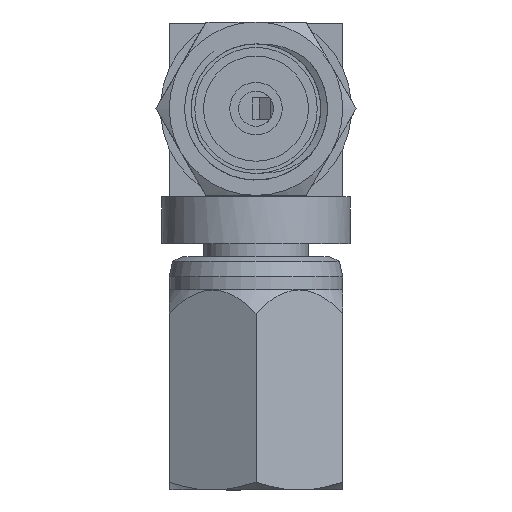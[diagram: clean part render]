
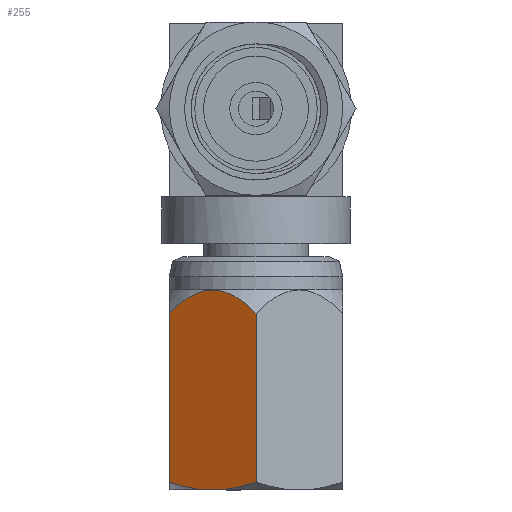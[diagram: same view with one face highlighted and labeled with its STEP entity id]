
A CAD part, left-side view. The second image highlights one B-rep face of the part: STEP entity #255.
In plain terms, the highlighted face is planar.
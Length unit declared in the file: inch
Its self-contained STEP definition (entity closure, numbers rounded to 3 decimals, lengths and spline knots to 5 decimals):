
#13 = VERTEX_POINT ( 'NONE', #4367 ) ;
#216 = PLANE ( 'NONE',  #2215 ) ;
#219 = EDGE_CURVE ( 'NONE', #13, #907, #423, .T. ) ;
#241 = VECTOR ( 'NONE', #2539, 39.37008 ) ;
#255 = ADVANCED_FACE ( 'NONE', ( #508 ), #216, .F. ) ;
#282 = EDGE_LOOP ( 'NONE', ( #2982, #3346, #4536, #5631, #2081, #1242 ) ) ;
#401 = CARTESIAN_POINT ( 'NONE',  ( 0.078, -0.04503, 0.09 ) ) ;
#423 = LINE ( 'NONE', #401, #241 ) ;
#474 = EDGE_CURVE ( 'NONE', #1255, #4062, #4809, .T. ) ;
#508 = FACE_OUTER_BOUND ( 'NONE', #282, .T. ) ;
#569 = CARTESIAN_POINT ( 'NONE',  ( 0.02571, -0.07522, 0.09 ) ) ;
#728 = CARTESIAN_POINT ( 'NONE',  ( 0.039, -0.06755, -0.09 ) ) ;
#907 = VERTEX_POINT ( 'NONE', #6472 ) ;
#1072 = CARTESIAN_POINT ( 'NONE',  ( 0.04562, -0.06373, 0.09 ) ) ;
#1135 = CARTESIAN_POINT ( 'NONE',  ( 0.01151, -0.08342, -0.07977 ) ) ;
#1142 = CARTESIAN_POINT ( 'NONE',  ( 0.01276, -0.0827, 0.08729 ) ) ;
#1242 = ORIENTED_EDGE ( 'NONE', *, *, #6885, .F. ) ;
#1255 = VERTEX_POINT ( 'NONE', #728 ) ;
#1374 = CARTESIAN_POINT ( 'NONE',  ( 0., -0.09007, 0.09 ) ) ;
#1586 = CARTESIAN_POINT ( 'NONE',  ( 0.07245, -0.04824, -0.07465 ) ) ;
#1606 = B_SPLINE_CURVE_WITH_KNOTS ( 'NONE', 3,
 ( #1802, #1142, #569, #2414 ),
 .UNSPECIFIED., .F., .F.,
 ( 4, 4 ),
 ( 0., 0.00116 ),
 .UNSPECIFIED. ) ;
#1802 = CARTESIAN_POINT ( 'NONE',  ( 0., -0.09007, 0.08303 ) ) ;
#2067 = CARTESIAN_POINT ( 'NONE',  ( 0.03168, -0.07178, -0.09 ) ) ;
#2081 = ORIENTED_EDGE ( 'NONE', *, *, #219, .F. ) ;
#2093 = CARTESIAN_POINT ( 'NONE',  ( 0.02447, -0.07594, -0.08747 ) ) ;
#2109 = B_SPLINE_CURVE_WITH_KNOTS ( 'NONE', 3,
 ( #2760, #1586, #3267, #7372, #6842, #3885, #5681, #2206 ),
 .UNSPECIFIED., .F., .F.,
 ( 4, 2, 2, 4 ),
 ( 0., 0.00064, 0.00096, 0.00128 ),
 .UNSPECIFIED. ) ;
#2189 = CARTESIAN_POINT ( 'NONE',  ( 0.078, -0.04503, 0.08303 ) ) ;
#2206 = CARTESIAN_POINT ( 'NONE',  ( 0.039, -0.06755, -0.09 ) ) ;
#2215 = AXIS2_PLACEMENT_3D ( 'NONE', #1374, #6566, #3694 ) ;
#2271 = CARTESIAN_POINT ( 'NONE',  ( 0.06522, -0.05241, 0.08691 ) ) ;
#2361 = EDGE_CURVE ( 'NONE', #4341, #3811, #1606, .T. ) ;
#2414 = CARTESIAN_POINT ( 'NONE',  ( 0.039, -0.06755, 0.09 ) ) ;
#2539 = DIRECTION ( 'NONE',  ( 0., 0., -1. ) ) ;
#2760 = CARTESIAN_POINT ( 'NONE',  ( 0.078, -0.04503, -0.0691 ) ) ;
#2770 = CARTESIAN_POINT ( 'NONE',  ( 0.07164, -0.04871, 0.08515 ) ) ;
#2982 = ORIENTED_EDGE ( 'NONE', *, *, #2361, .F. ) ;
#3267 = CARTESIAN_POINT ( 'NONE',  ( 0.06661, -0.05161, -0.07968 ) ) ;
#3346 = ORIENTED_EDGE ( 'NONE', *, *, #4498, .T. ) ;
#3430 = CARTESIAN_POINT ( 'NONE',  ( 0.039, -0.06755, 0.09 ) ) ;
#3694 = DIRECTION ( 'NONE',  ( -0.866, -0.5, 0. ) ) ;
#3811 = VERTEX_POINT ( 'NONE', #4290 ) ;
#3885 = CARTESIAN_POINT ( 'NONE',  ( 0.04636, -0.0633, -0.08938 ) ) ;
#4053 = CARTESIAN_POINT ( 'NONE',  ( 0.05223, -0.05991, 0.08933 ) ) ;
#4062 = VERTEX_POINT ( 'NONE', #4213 ) ;
#4213 = CARTESIAN_POINT ( 'NONE',  ( 0., -0.09007, -0.0691 ) ) ;
#4290 = CARTESIAN_POINT ( 'NONE',  ( 0.039, -0.06755, 0.09 ) ) ;
#4341 = VERTEX_POINT ( 'NONE', #6840 ) ;
#4367 = CARTESIAN_POINT ( 'NONE',  ( 0.078, -0.04503, 0.08303 ) ) ;
#4498 = EDGE_CURVE ( 'NONE', #4341, #4062, #6142, .T. ) ;
#4536 = ORIENTED_EDGE ( 'NONE', *, *, #474, .F. ) ;
#4590 = CARTESIAN_POINT ( 'NONE',  ( 0.00556, -0.08686, -0.07466 ) ) ;
#4809 = B_SPLINE_CURVE_WITH_KNOTS ( 'NONE', 3,
 ( #5633, #2067, #2093, #1135, #4590, #7502 ),
 .UNSPECIFIED., .F., .F.,
 ( 4, 2, 4 ),
 ( 0.00128, 0.00192, 0.00256 ),
 .UNSPECIFIED. ) ;
#5631 = ORIENTED_EDGE ( 'NONE', *, *, #5757, .F. ) ;
#5633 = CARTESIAN_POINT ( 'NONE',  ( 0.039, -0.06755, -0.09 ) ) ;
#5681 = CARTESIAN_POINT ( 'NONE',  ( 0.04267, -0.06543, -0.09 ) ) ;
#5757 = EDGE_CURVE ( 'NONE', #907, #1255, #2109, .T. ) ;
#6142 = LINE ( 'NONE', #6285, #7538 ) ;
#6285 = CARTESIAN_POINT ( 'NONE',  ( 0., -0.09007, 0.09 ) ) ;
#6472 = CARTESIAN_POINT ( 'NONE',  ( 0.078, -0.04503, -0.0691 ) ) ;
#6566 = DIRECTION ( 'NONE',  ( -0.5, 0.866, 0. ) ) ;
#6840 = CARTESIAN_POINT ( 'NONE',  ( 0., -0.09007, 0.08303 ) ) ;
#6842 = CARTESIAN_POINT ( 'NONE',  ( 0.05341, -0.05923, -0.08714 ) ) ;
#6885 = EDGE_CURVE ( 'NONE', #3811, #13, #7286, .T. ) ;
#7286 = B_SPLINE_CURVE_WITH_KNOTS ( 'NONE', 3,
 ( #3430, #1072, #4053, #2271, #2770, #2189 ),
 .UNSPECIFIED., .F., .F.,
 ( 4, 2, 4 ),
 ( 0.00116, 0.00173, 0.00231 ),
 .UNSPECIFIED. ) ;
#7372 = CARTESIAN_POINT ( 'NONE',  ( 0.05686, -0.05724, -0.0855 ) ) ;
#7421 = DIRECTION ( 'NONE',  ( 0., 0., -1. ) ) ;
#7502 = CARTESIAN_POINT ( 'NONE',  ( 0., -0.09007, -0.0691 ) ) ;
#7538 = VECTOR ( 'NONE', #7421, 39.37008 ) ;
